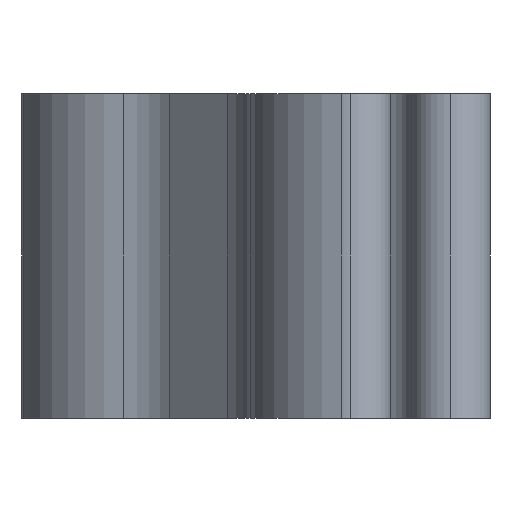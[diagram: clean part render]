
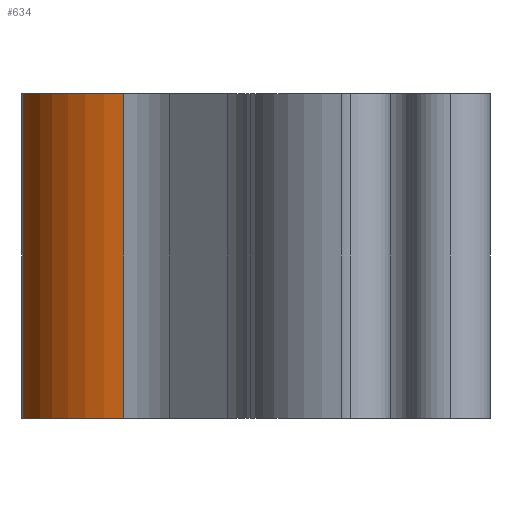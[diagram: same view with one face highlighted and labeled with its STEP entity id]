
A CAD part, left-side view. The second image highlights one B-rep face of the part: STEP entity #634.
In plain terms, the highlighted cylindrical face has radius 9.525 mm (diameter 19.05 mm), a partial arc.
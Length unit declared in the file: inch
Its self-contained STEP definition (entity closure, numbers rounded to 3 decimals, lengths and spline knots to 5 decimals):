
#15 = CARTESIAN_POINT ( 'NONE',  ( -0.82878, 0.98883, 1. ) ) ;
#24 = CARTESIAN_POINT ( 'NONE',  ( -0.82878, 0.98883, 0. ) ) ;
#102 = DIRECTION ( 'NONE',  ( 0., 0., -1. ) ) ;
#177 = CYLINDRICAL_SURFACE ( 'NONE', #730, 0.375 ) ;
#199 = CARTESIAN_POINT ( 'NONE',  ( -0.82878, 0.98883, 1. ) ) ;
#202 = VERTEX_POINT ( 'NONE', #1467 ) ;
#208 = EDGE_CURVE ( 'NONE', #202, #417, #700, .T. ) ;
#225 = DIRECTION ( 'NONE',  ( 0., 0., -1. ) ) ;
#243 = ORIENTED_EDGE ( 'NONE', *, *, #208, .T. ) ;
#249 = AXIS2_PLACEMENT_3D ( 'NONE', #595, #225, #729 ) ;
#367 = DIRECTION ( 'NONE',  ( 0., 0., -1. ) ) ;
#411 = VECTOR ( 'NONE', #1240, 39.37008 ) ;
#417 = VERTEX_POINT ( 'NONE', #199 ) ;
#448 = FACE_OUTER_BOUND ( 'NONE', #1290, .T. ) ;
#475 = LINE ( 'NONE', #1283, #1143 ) ;
#556 = ORIENTED_EDGE ( 'NONE', *, *, #763, .F. ) ;
#595 = CARTESIAN_POINT ( 'NONE',  ( -0.73792, 0.625, 0. ) ) ;
#610 = VERTEX_POINT ( 'NONE', #1418 ) ;
#634 = ADVANCED_FACE ( 'NONE', ( #448 ), #177, .T. ) ;
#700 = CIRCLE ( 'NONE', #1026, 0.375 ) ;
#722 = DIRECTION ( 'NONE',  ( -1., 0., 0. ) ) ;
#729 = DIRECTION ( 'NONE',  ( -1., 0., 0. ) ) ;
#730 = AXIS2_PLACEMENT_3D ( 'NONE', #1050, #102, #722 ) ;
#763 = EDGE_CURVE ( 'NONE', #610, #964, #1280, .T. ) ;
#859 = CARTESIAN_POINT ( 'NONE',  ( -0.73792, 0.625, 1. ) ) ;
#922 = EDGE_CURVE ( 'NONE', #417, #964, #1044, .T. ) ;
#964 = VERTEX_POINT ( 'NONE', #24 ) ;
#1026 = AXIS2_PLACEMENT_3D ( 'NONE', #859, #367, #1208 ) ;
#1044 = LINE ( 'NONE', #15, #411 ) ;
#1050 = CARTESIAN_POINT ( 'NONE',  ( -0.73792, 0.625, 1. ) ) ;
#1143 = VECTOR ( 'NONE', #1427, 39.37008 ) ;
#1208 = DIRECTION ( 'NONE',  ( -1., 0., 0. ) ) ;
#1240 = DIRECTION ( 'NONE',  ( 0., 0., -1. ) ) ;
#1253 = ORIENTED_EDGE ( 'NONE', *, *, #922, .T. ) ;
#1280 = CIRCLE ( 'NONE', #249, 0.375 ) ;
#1283 = CARTESIAN_POINT ( 'NONE',  ( -1.10915, 0.67803, 1. ) ) ;
#1290 = EDGE_LOOP ( 'NONE', ( #556, #1401, #243, #1253 ) ) ;
#1401 = ORIENTED_EDGE ( 'NONE', *, *, #1466, .F. ) ;
#1418 = CARTESIAN_POINT ( 'NONE',  ( -1.10915, 0.67803, 0. ) ) ;
#1427 = DIRECTION ( 'NONE',  ( 0., 0., -1. ) ) ;
#1466 = EDGE_CURVE ( 'NONE', #202, #610, #475, .T. ) ;
#1467 = CARTESIAN_POINT ( 'NONE',  ( -1.10915, 0.67803, 1. ) ) ;
